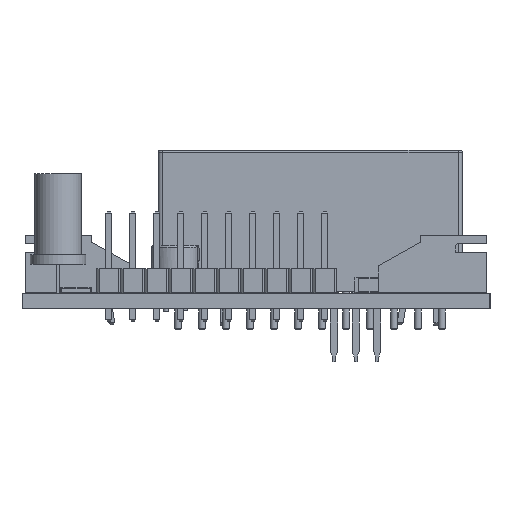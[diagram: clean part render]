
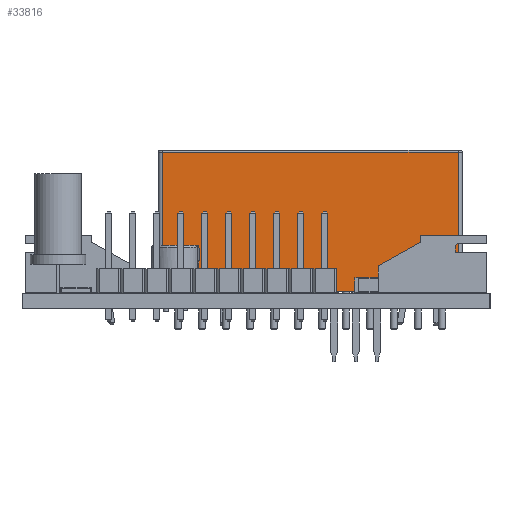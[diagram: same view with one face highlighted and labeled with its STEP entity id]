
A CAD part, left-side view. The second image highlights one B-rep face of the part: STEP entity #33816.
In plain terms, the highlighted face is planar.
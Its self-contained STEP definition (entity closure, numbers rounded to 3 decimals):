
#32907 = PLANE('',#32908);
#32908 = AXIS2_PLACEMENT_3D('',#32909,#32910,#32911);
#32909 = CARTESIAN_POINT('',(14.,-3.75,0.1));
#32910 = DIRECTION('',(0.,0.,-1.));
#32911 = DIRECTION('',(0.,-1.,0.));
#32984 = VERTEX_POINT('',#32985);
#32985 = CARTESIAN_POINT('',(29.645,-8.3,0.1));
#33004 = CYLINDRICAL_SURFACE('',#33005,0.455);
#33005 = AXIS2_PLACEMENT_3D('',#33006,#33007,#33008);
#33006 = CARTESIAN_POINT('',(29.645,-7.845,0.1));
#33007 = DIRECTION('',(0.,0.,1.));
#33008 = DIRECTION('',(0.,-1.,0.));
#33016 = EDGE_CURVE('',#32984,#33017,#33019,.T.);
#33017 = VERTEX_POINT('',#33018);
#33018 = CARTESIAN_POINT('',(-1.645,-8.3,0.1));
#33019 = SURFACE_CURVE('',#33020,(#33024,#33031),.PCURVE_S1.);
#33020 = LINE('',#33021,#33022);
#33021 = CARTESIAN_POINT('',(30.1,-8.3,0.1));
#33022 = VECTOR('',#33023,1.);
#33023 = DIRECTION('',(-1.,0.,0.));
#33024 = PCURVE('',#32907,#33025);
#33025 = DEFINITIONAL_REPRESENTATION('',(#33026),#33030);
#33026 = LINE('',#33027,#33028);
#33027 = CARTESIAN_POINT('',(4.55,-16.1));
#33028 = VECTOR('',#33029,1.);
#33029 = DIRECTION('',(0.,1.));
#33030 = ( GEOMETRIC_REPRESENTATION_CONTEXT(2) 
PARAMETRIC_REPRESENTATION_CONTEXT() REPRESENTATION_CONTEXT('2D SPACE',''
  ) );
#33031 = PCURVE('',#33032,#33037);
#33032 = PLANE('',#33033);
#33033 = AXIS2_PLACEMENT_3D('',#33034,#33035,#33036);
#33034 = CARTESIAN_POINT('',(30.1,-8.3,0.1));
#33035 = DIRECTION('',(0.,-1.,0.));
#33036 = DIRECTION('',(-1.,0.,0.));
#33037 = DEFINITIONAL_REPRESENTATION('',(#33038),#33042);
#33038 = LINE('',#33039,#33040);
#33039 = CARTESIAN_POINT('',(0.,-0.));
#33040 = VECTOR('',#33041,1.);
#33041 = DIRECTION('',(1.,0.));
#33042 = ( GEOMETRIC_REPRESENTATION_CONTEXT(2) 
PARAMETRIC_REPRESENTATION_CONTEXT() REPRESENTATION_CONTEXT('2D SPACE',''
  ) );
#33061 = CYLINDRICAL_SURFACE('',#33062,0.455);
#33062 = AXIS2_PLACEMENT_3D('',#33063,#33064,#33065);
#33063 = CARTESIAN_POINT('',(-1.645,-7.845,0.1));
#33064 = DIRECTION('',(0.,0.,1.));
#33065 = DIRECTION('',(0.,-1.,0.));
#33711 = EDGE_CURVE('',#32984,#33712,#33714,.T.);
#33712 = VERTEX_POINT('',#33713);
#33713 = CARTESIAN_POINT('',(29.645,-8.3,14.873));
#33714 = SURFACE_CURVE('',#33715,(#33719,#33726),.PCURVE_S1.);
#33715 = LINE('',#33716,#33717);
#33716 = CARTESIAN_POINT('',(29.645,-8.3,0.1));
#33717 = VECTOR('',#33718,1.);
#33718 = DIRECTION('',(0.,0.,1.));
#33719 = PCURVE('',#33004,#33720);
#33720 = DEFINITIONAL_REPRESENTATION('',(#33721),#33725);
#33721 = LINE('',#33722,#33723);
#33722 = CARTESIAN_POINT('',(0.,0.));
#33723 = VECTOR('',#33724,1.);
#33724 = DIRECTION('',(0.,1.));
#33725 = ( GEOMETRIC_REPRESENTATION_CONTEXT(2) 
PARAMETRIC_REPRESENTATION_CONTEXT() REPRESENTATION_CONTEXT('2D SPACE',''
  ) );
#33726 = PCURVE('',#33032,#33727);
#33727 = DEFINITIONAL_REPRESENTATION('',(#33728),#33732);
#33728 = LINE('',#33729,#33730);
#33729 = CARTESIAN_POINT('',(0.455,0.));
#33730 = VECTOR('',#33731,1.);
#33731 = DIRECTION('',(0.,-1.));
#33732 = ( GEOMETRIC_REPRESENTATION_CONTEXT(2) 
PARAMETRIC_REPRESENTATION_CONTEXT() REPRESENTATION_CONTEXT('2D SPACE',''
  ) );
#33816 = ADVANCED_FACE('',(#33817),#33032,.T.);
#33817 = FACE_BOUND('',#33818,.T.);
#33818 = EDGE_LOOP('',(#33819,#33820,#33848,#33869));
#33819 = ORIENTED_EDGE('',*,*,#33711,.T.);
#33820 = ORIENTED_EDGE('',*,*,#33821,.T.);
#33821 = EDGE_CURVE('',#33712,#33822,#33824,.T.);
#33822 = VERTEX_POINT('',#33823);
#33823 = CARTESIAN_POINT('',(-1.645,-8.3,14.873));
#33824 = SURFACE_CURVE('',#33825,(#33829,#33836),.PCURVE_S1.);
#33825 = LINE('',#33826,#33827);
#33826 = CARTESIAN_POINT('',(29.645,-8.3,14.873));
#33827 = VECTOR('',#33828,1.);
#33828 = DIRECTION('',(-1.,0.,0.));
#33829 = PCURVE('',#33032,#33830);
#33830 = DEFINITIONAL_REPRESENTATION('',(#33831),#33835);
#33831 = LINE('',#33832,#33833);
#33832 = CARTESIAN_POINT('',(0.455,-14.773));
#33833 = VECTOR('',#33834,1.);
#33834 = DIRECTION('',(1.,0.));
#33835 = ( GEOMETRIC_REPRESENTATION_CONTEXT(2) 
PARAMETRIC_REPRESENTATION_CONTEXT() REPRESENTATION_CONTEXT('2D SPACE',''
  ) );
#33836 = PCURVE('',#33837,#33842);
#33837 = CYLINDRICAL_SURFACE('',#33838,0.228);
#33838 = AXIS2_PLACEMENT_3D('',#33839,#33840,#33841);
#33839 = CARTESIAN_POINT('',(29.645,-8.073,14.873));
#33840 = DIRECTION('',(-1.,0.,0.));
#33841 = DIRECTION('',(0.,-1.,0.));
#33842 = DEFINITIONAL_REPRESENTATION('',(#33843),#33847);
#33843 = LINE('',#33844,#33845);
#33844 = CARTESIAN_POINT('',(0.,0.));
#33845 = VECTOR('',#33846,1.);
#33846 = DIRECTION('',(0.,1.));
#33847 = ( GEOMETRIC_REPRESENTATION_CONTEXT(2) 
PARAMETRIC_REPRESENTATION_CONTEXT() REPRESENTATION_CONTEXT('2D SPACE',''
  ) );
#33848 = ORIENTED_EDGE('',*,*,#33849,.F.);
#33849 = EDGE_CURVE('',#33017,#33822,#33850,.T.);
#33850 = SURFACE_CURVE('',#33851,(#33855,#33862),.PCURVE_S1.);
#33851 = LINE('',#33852,#33853);
#33852 = CARTESIAN_POINT('',(-1.645,-8.3,0.1));
#33853 = VECTOR('',#33854,1.);
#33854 = DIRECTION('',(0.,0.,1.));
#33855 = PCURVE('',#33032,#33856);
#33856 = DEFINITIONAL_REPRESENTATION('',(#33857),#33861);
#33857 = LINE('',#33858,#33859);
#33858 = CARTESIAN_POINT('',(31.745,0.));
#33859 = VECTOR('',#33860,1.);
#33860 = DIRECTION('',(0.,-1.));
#33861 = ( GEOMETRIC_REPRESENTATION_CONTEXT(2) 
PARAMETRIC_REPRESENTATION_CONTEXT() REPRESENTATION_CONTEXT('2D SPACE',''
  ) );
#33862 = PCURVE('',#33061,#33863);
#33863 = DEFINITIONAL_REPRESENTATION('',(#33864),#33868);
#33864 = LINE('',#33865,#33866);
#33865 = CARTESIAN_POINT('',(6.283,0.));
#33866 = VECTOR('',#33867,1.);
#33867 = DIRECTION('',(0.,1.));
#33868 = ( GEOMETRIC_REPRESENTATION_CONTEXT(2) 
PARAMETRIC_REPRESENTATION_CONTEXT() REPRESENTATION_CONTEXT('2D SPACE',''
  ) );
#33869 = ORIENTED_EDGE('',*,*,#33016,.F.);
